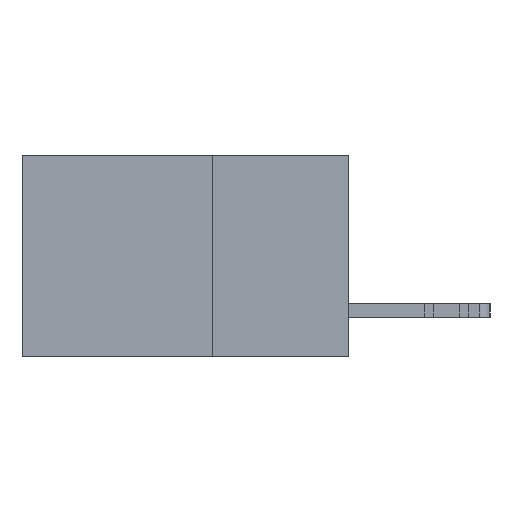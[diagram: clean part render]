
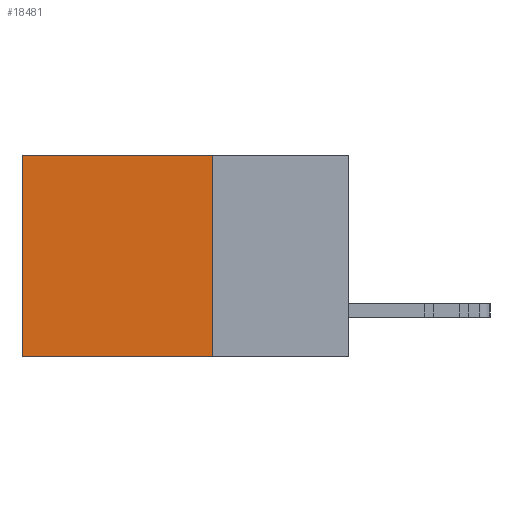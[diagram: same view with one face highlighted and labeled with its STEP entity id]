
A CAD part, left-side view. The second image highlights one B-rep face of the part: STEP entity #18481.
In plain terms, the highlighted planar face has unit normal (-1, 0, 0).
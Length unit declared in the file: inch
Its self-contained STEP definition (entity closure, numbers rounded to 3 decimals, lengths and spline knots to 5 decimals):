
#28 = CARTESIAN_POINT ( 'NONE',  ( 0.298, 0.25, -0.37 ) ) ;
#334 = VECTOR ( 'NONE', #18835, 39.37008 ) ;
#349 = EDGE_CURVE ( 'NONE', #8456, #8185, #15229, .T. ) ;
#938 = DIRECTION ( 'NONE',  ( 1., 0., 0. ) ) ;
#1029 = VECTOR ( 'NONE', #26819, 39.37008 ) ;
#1579 = CARTESIAN_POINT ( 'NONE',  ( 0.298, 0.6, 0. ) ) ;
#3602 = VECTOR ( 'NONE', #14573, 39.37008 ) ;
#6827 = VECTOR ( 'NONE', #15333, 39.37008 ) ;
#7125 = VERTEX_POINT ( 'NONE', #19893 ) ;
#8185 = VERTEX_POINT ( 'NONE', #1579 ) ;
#8456 = VERTEX_POINT ( 'NONE', #17683 ) ;
#11350 = ORIENTED_EDGE ( 'NONE', *, *, #25067, .F. ) ;
#11873 = PLANE ( 'NONE',  #15155 ) ;
#12668 = ORIENTED_EDGE ( 'NONE', *, *, #349, .T. ) ;
#14573 = DIRECTION ( 'NONE',  ( 0., 1., 0. ) ) ;
#14729 = ORIENTED_EDGE ( 'NONE', *, *, #26293, .F. ) ;
#14981 = CARTESIAN_POINT ( 'NONE',  ( 0.298, 0.25, 0. ) ) ;
#15155 = AXIS2_PLACEMENT_3D ( 'NONE', #26923, #938, #16225 ) ;
#15229 = LINE ( 'NONE', #14981, #3602 ) ;
#15333 = DIRECTION ( 'NONE',  ( 0., 1., 0. ) ) ;
#15887 = EDGE_CURVE ( 'NONE', #8185, #7125, #18447, .T. ) ;
#16225 = DIRECTION ( 'NONE',  ( 0., 0., -1. ) ) ;
#17290 = ORIENTED_EDGE ( 'NONE', *, *, #15887, .T. ) ;
#17683 = CARTESIAN_POINT ( 'NONE',  ( 0.298, 0.25, 0. ) ) ;
#18359 = LINE ( 'NONE', #28, #6827 ) ;
#18447 = LINE ( 'NONE', #20348, #1029 ) ;
#18481 = ADVANCED_FACE ( 'NONE', ( #23004 ), #11873, .F. ) ;
#18835 = DIRECTION ( 'NONE',  ( 0., 0., -1. ) ) ;
#19893 = CARTESIAN_POINT ( 'NONE',  ( 0.298, 0.6, -0.37 ) ) ;
#20348 = CARTESIAN_POINT ( 'NONE',  ( 0.298, 0.6, 0. ) ) ;
#22297 = VERTEX_POINT ( 'NONE', #27221 ) ;
#22450 = EDGE_LOOP ( 'NONE', ( #17290, #14729, #11350, #12668 ) ) ;
#23004 = FACE_OUTER_BOUND ( 'NONE', #22450, .T. ) ;
#23477 = LINE ( 'NONE', #27419, #334 ) ;
#25067 = EDGE_CURVE ( 'NONE', #8456, #22297, #23477, .T. ) ;
#26293 = EDGE_CURVE ( 'NONE', #22297, #7125, #18359, .T. ) ;
#26819 = DIRECTION ( 'NONE',  ( 0., 0., -1. ) ) ;
#26923 = CARTESIAN_POINT ( 'NONE',  ( 0.298, 0.25, 0. ) ) ;
#27221 = CARTESIAN_POINT ( 'NONE',  ( 0.298, 0.25, -0.37 ) ) ;
#27419 = CARTESIAN_POINT ( 'NONE',  ( 0.298, 0.25, 0. ) ) ;
